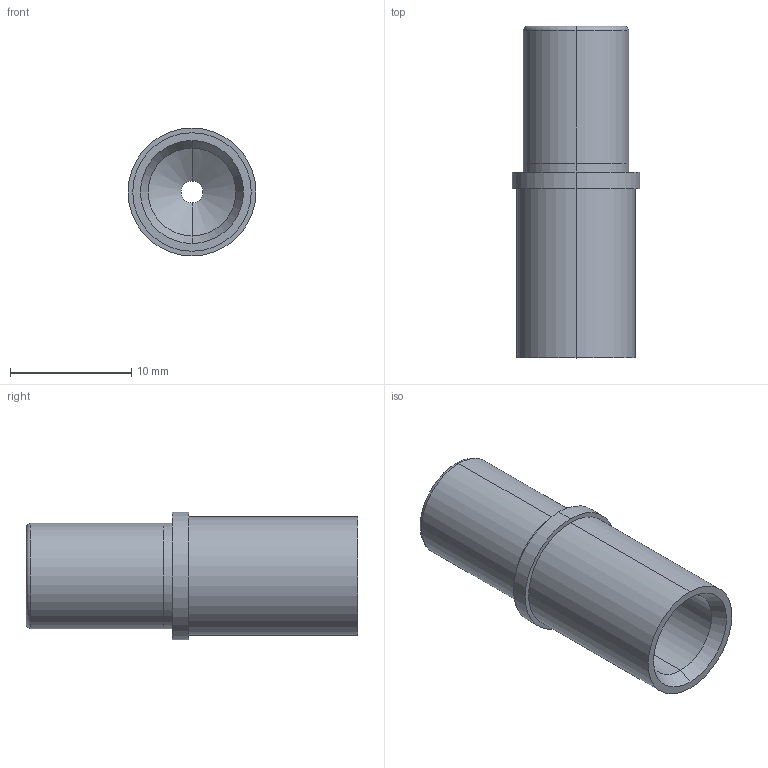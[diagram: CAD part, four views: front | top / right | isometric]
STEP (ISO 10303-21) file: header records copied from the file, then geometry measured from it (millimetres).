
FILE_DESCRIPTION (( 'STEP AP203' ), '1' );
FILE_NAME ('9303-06442-01104-RM_COPY.STEP', '2019-07-24T21:43:53', ( '' ), ( '' ), 'SwSTEP 2.0', 'SolidWorks 2018', '' );
FILE_SCHEMA (( 'CONFIG_CONTROL_DESIGN' ));
Length unit declared in the file: millimetre
Products named in the file (3): 9303-06442-01104-RM_COPY; 9117-07607-02203-RM_COPY_SS Hood; 9117-07603-02104-RM_COPY_Socket Body
Assembly tree (2 placements, depth 2):
  9303-06442-01104-RM_COPY
    9117-07603-02104-RM_COPY_Socket Body
    9117-07607-02203-RM_COPY_SS Hood
Bounding box: 10.56 x 27.41 x 10.56 mm (x, y, z)
Volume: 810.7 mm3; surface area: 1790.3 mm2
Topology: 2 solids, 2 shells, 53 faces, 106 edges, 62 vertices
Faces by surface type: cylinder 20, torus 14, cone 10, plane 9
Entity records: 1701 total; most frequent: DIRECTION 298, CARTESIAN_POINT 226, ORIENTED_EDGE 212, AXIS2_PLACEMENT_3D 134, EDGE_CURVE 106, CIRCLE 76, EDGE_LOOP 62, VERTEX_POINT 62
